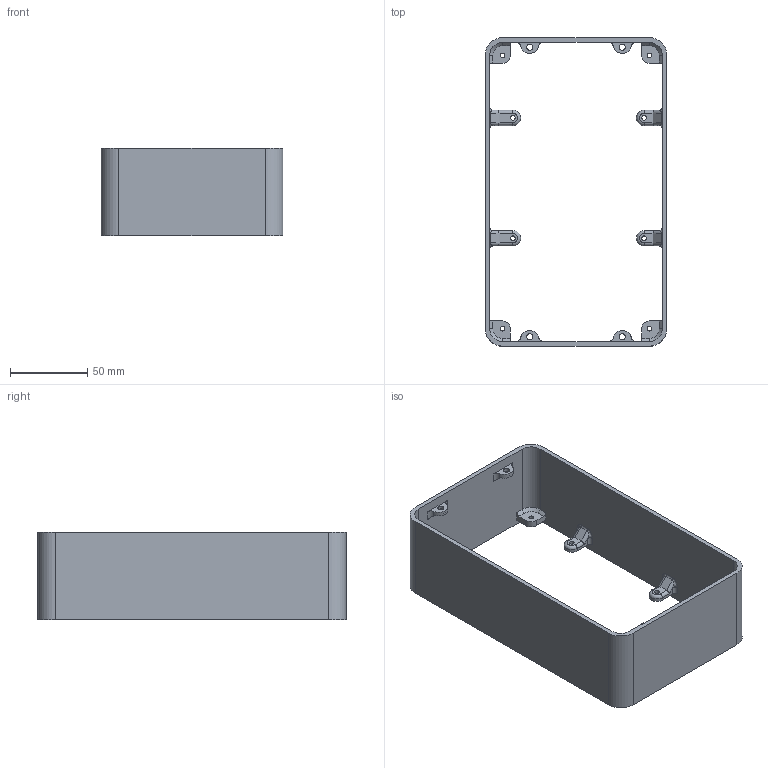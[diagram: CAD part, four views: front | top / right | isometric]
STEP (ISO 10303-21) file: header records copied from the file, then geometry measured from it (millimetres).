
FILE_DESCRIPTION(/* description */ (''),/* implementation_level */ '2;1');
FILE_NAME(/* name */ 'wisecoco-case-body.stp',/* time_stamp */ '2024-08-25T16:19:30-05:00',/* author */ ('Stefano'),/* organization */ (''),/* preprocessor_version */ 'ST-DEVELOPER v19.2',/* originating_system */ 'Autodesk Inventor 2024',/* authorisation */ '');
FILE_SCHEMA (('AUTOMOTIVE_DESIGN { 1 0 10303 214 3 1 1 }'));
Length unit declared in the file: inch
Products named in the file (1): wisecoco-case-body
Bounding box: 117.8 x 199.8 x 56.9 mm (x, y, z)
Volume: 110168.5 mm3; surface area: 76439.2 mm2
Topology: 1 solids, 1 shells, 166 faces, 428 edges, 272 vertices
Faces by surface type: cylinder 76, plane 74, bspline 8, cone 4, torus 4
Full cylindrical faces by diameter (mm): 3 x8, 4 x4
Entity records: 5358 total; most frequent: CARTESIAN_POINT 1084, DIRECTION 922, ORIENTED_EDGE 856, EDGE_CURVE 428, AXIS2_PLACEMENT_3D 335, VERTEX_POINT 272, LINE 252, VECTOR 252
